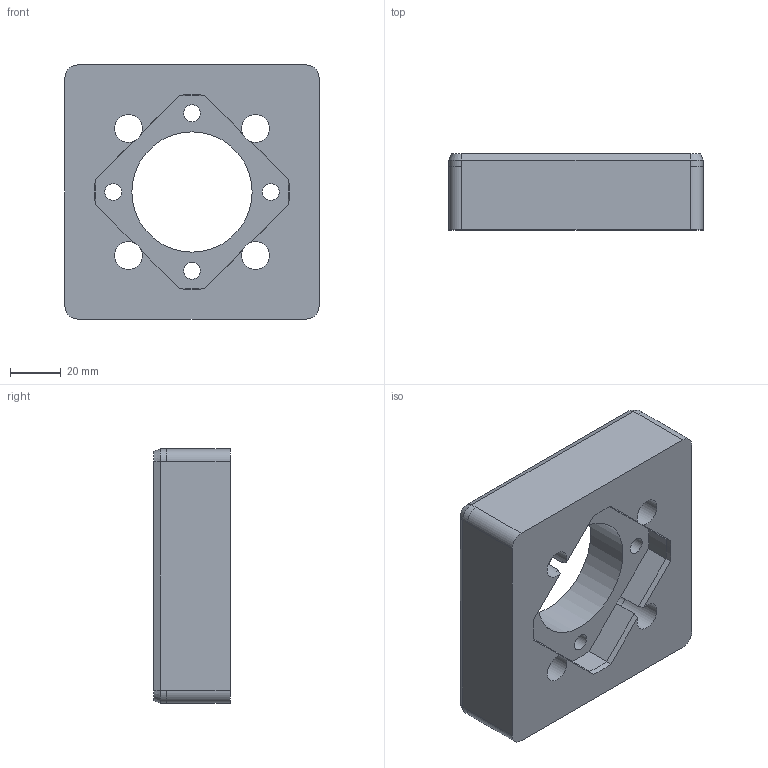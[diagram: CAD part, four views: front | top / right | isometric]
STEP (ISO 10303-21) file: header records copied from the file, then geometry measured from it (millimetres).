
FILE_DESCRIPTION(/* description */ (''),/* implementation_level */ '2;1');
FILE_NAME(/* name */ 'Vertical Actuator Linear Bearing Mount.step',/* time_stamp */ '2021-11-09T20:19:32+01:00',/* author */ (''),/* organization */ (''),/* preprocessor_version */ 'ST-DEVELOPER v18.1',/* originating_system */ 'Autodesk Translation Framework v10.10.0.1391',/* authorisation */ '');
FILE_SCHEMA (('AUTOMOTIVE_DESIGN { 1 0 10303 214 3 1 1 }'));
Length unit declared in the file: millimetre
Products named in the file (1): Linear Bearing Mount
Bounding box: 100 x 30 x 100 mm (x, y, z)
Volume: 200866.3 mm3; surface area: 39038.7 mm2
Topology: 1 solids, 1 shells, 120 faces, 297 edges, 184 vertices
Faces by surface type: plane 59, cone 36, cylinder 25
Full cylindrical faces by diameter (mm): 6.6 x4, 11 x4, 18 x4, 47.3 x1
Entity records: 3554 total; most frequent: CARTESIAN_POINT 722, ORIENTED_EDGE 594, DIRECTION 583, EDGE_CURVE 297, AXIS2_PLACEMENT_3D 221, VERTEX_POINT 184, EDGE_LOOP 143, LINE 141
